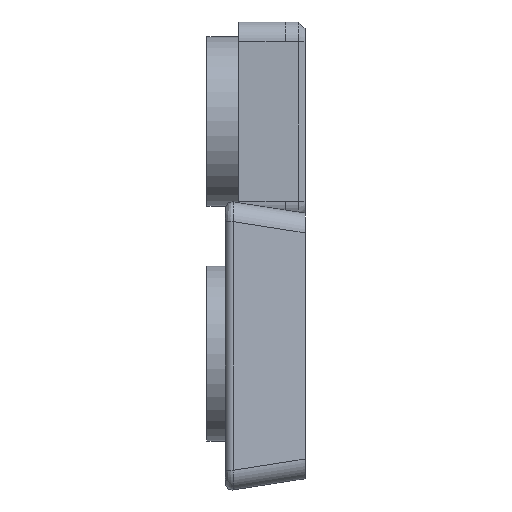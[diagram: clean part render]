
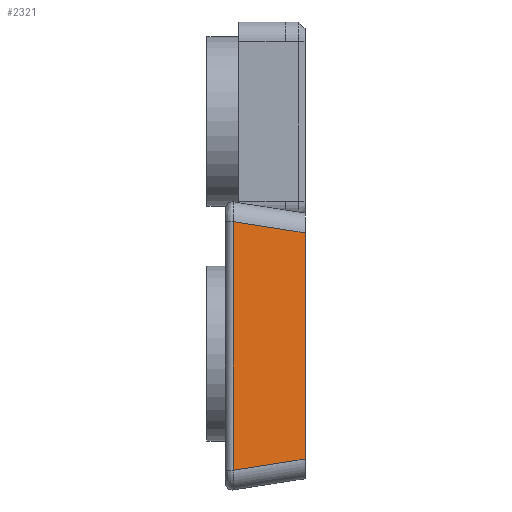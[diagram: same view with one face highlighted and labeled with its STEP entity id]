
A CAD part, left-side view. The second image highlights one B-rep face of the part: STEP entity #2321.
In plain terms, the highlighted planar face has unit normal (-0.988, -0.154, 0).
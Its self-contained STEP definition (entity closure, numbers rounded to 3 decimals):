
#154=LINE('',#3789,#296);
#159=LINE('',#3918,#301);
#160=LINE('',#3951,#302);
#162=LINE('',#3954,#304);
#296=VECTOR('',#3025,10.);
#301=VECTOR('',#3074,10.);
#302=VECTOR('',#3079,10.);
#304=VECTOR('',#3083,10.);
#547=FACE_OUTER_BOUND('',#705,.T.);
#705=EDGE_LOOP('',(#1757,#1758,#1759,#1760));
#1044=VERTEX_POINT('',#3775);
#1050=VERTEX_POINT('',#3787);
#1061=VERTEX_POINT('',#3912);
#1062=VERTEX_POINT('',#3916);
#1295=EDGE_CURVE('',#1044,#1050,#154,.T.);
#1316=EDGE_CURVE('',#1062,#1061,#159,.T.);
#1318=EDGE_CURVE('',#1061,#1050,#160,.T.);
#1320=EDGE_CURVE('',#1044,#1062,#162,.T.);
#1757=ORIENTED_EDGE('',*,*,#1316,.F.);
#1758=ORIENTED_EDGE('',*,*,#1320,.F.);
#1759=ORIENTED_EDGE('',*,*,#1295,.T.);
#1760=ORIENTED_EDGE('',*,*,#1318,.F.);
#2237=PLANE('',#2590);
#2321=ADVANCED_FACE('',(#547),#2237,.T.);
#2590=AXIS2_PLACEMENT_3D('',#3953,#3081,#3082);
#3025=DIRECTION('',(0.,0.,1.));
#3074=DIRECTION('',(0.,0.,1.));
#3079=DIRECTION('',(0.152,-0.977,-0.152));
#3081=DIRECTION('center_axis',(-0.988,-0.154,0.));
#3082=DIRECTION('ref_axis',(0.,0.,1.));
#3083=DIRECTION('',(-0.152,0.977,-0.152));
#3775=CARTESIAN_POINT('',(-20.,0.,-17.049));
#3787=CARTESIAN_POINT('',(-20.,0.,17.049));
#3789=CARTESIAN_POINT('',(-20.,0.,10.943));
#3912=CARTESIAN_POINT('',(-21.692,10.846,18.741));
#3916=CARTESIAN_POINT('',(-21.692,10.846,-18.741));
#3918=CARTESIAN_POINT('',(-21.692,10.846,5.471));
#3951=CARTESIAN_POINT('',(-20.519,3.326,17.568));
#3953=CARTESIAN_POINT('Origin',(-20.936,6.,10.943));
#3954=CARTESIAN_POINT('',(-20.519,3.325,-17.568));
